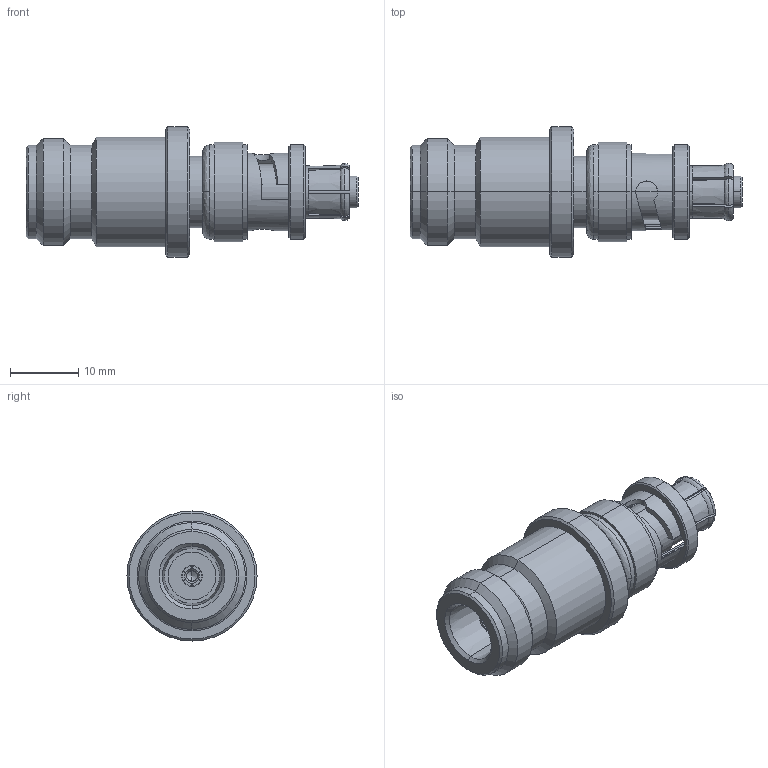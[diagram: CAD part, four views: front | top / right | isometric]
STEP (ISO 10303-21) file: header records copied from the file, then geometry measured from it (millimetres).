
FILE_DESCRIPTION (( 'STEP AP214' ), '1' );
FILE_NAME ('FMAD10128_3D.step', '2025-04-03T22:38:52', ( '' ), ( '' ), 'SwSTEP 2.0', 'SolidWorks 2022', '' );
FILE_SCHEMA (( 'AUTOMOTIVE_DESIGN' ));
Length unit declared in the file: inch
Products named in the file (3): FMAD10128_3D; AD-N8V3---N8; AD-V3
Assembly tree (2 placements, depth 2):
  FMAD10128_3D
    AD-N8V3---N8
    AD-V3
Bounding box: 48.5 x 19 x 19 mm (x, y, z)
Volume: 6122.2 mm3; surface area: 4389 mm2
Topology: 2 solids, 2 shells, 216 faces, 522 edges, 316 vertices
Faces by surface type: plane 77, cone 69, cylinder 56, bspline 14
Entity records: 7006 total; most frequent: CARTESIAN_POINT 2065, ORIENTED_EDGE 1040, DIRECTION 993, EDGE_CURVE 520, AXIS2_PLACEMENT_3D 419, VERTEX_POINT 316, EDGE_LOOP 228, ADVANCED_FACE 216
